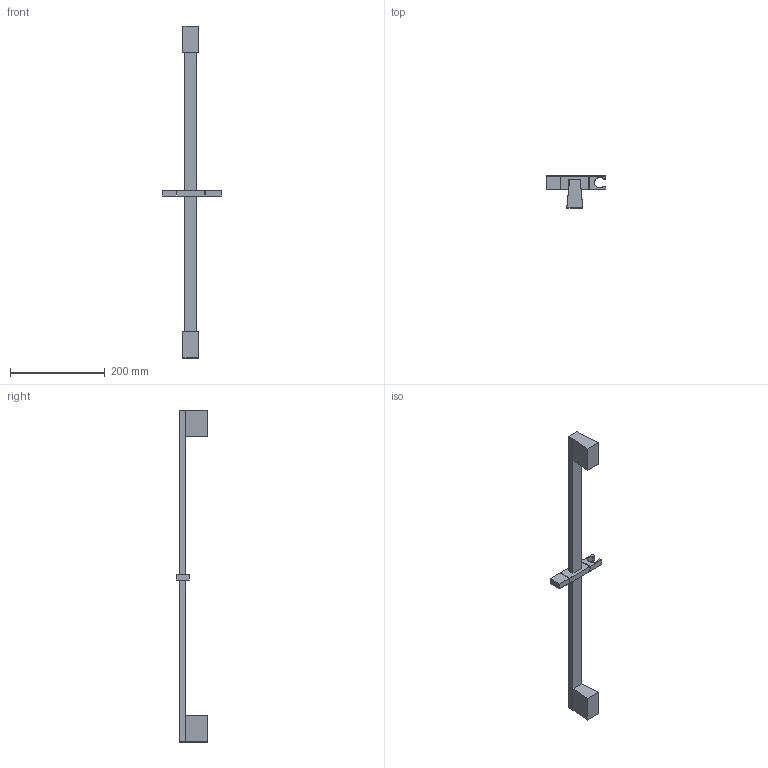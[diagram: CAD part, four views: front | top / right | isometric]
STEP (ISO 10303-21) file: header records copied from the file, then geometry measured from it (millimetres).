
FILE_DESCRIPTION (( 'STEP AP214' ), '1' );
FILE_NAME ('BARRA CON SOPORTE KVADRAT 2016.STEP', '2015-09-23T08:44:32', ( 'Usuario' ), ( '' ), 'SwSTEP 2.0', 'SolidWorks 2009', '' );
FILE_SCHEMA (( 'AUTOMOTIVE_DESIGN' ));
Length unit declared in the file: millimetre
Products named in the file (3): BARRA KVADRAT; SOPORTE KVADRAT; BARRA CON SOPORTE KVADRAT 2016
Assembly tree (2 placements, depth 2):
  BARRA CON SOPORTE KVADRAT 2016
    SOPORTE KVADRAT
    BARRA KVADRAT
Bounding box: 126.5 x 67.03 x 700 mm (x, y, z)
Volume: 416057.1 mm3; surface area: 82845.5 mm2
Topology: 4 solids, 4 shells, 150 faces, 333 edges, 155 vertices
Faces by surface type: cylinder 68, plane 39, sphere 39, torus 4
Entity records: 3825 total; most frequent: DIRECTION 723, CARTESIAN_POINT 643, ORIENTED_EDGE 594, EDGE_CURVE 297, AXIS2_PLACEMENT_3D 283, LINE 157, VECTOR 157, VERTEX_POINT 155
